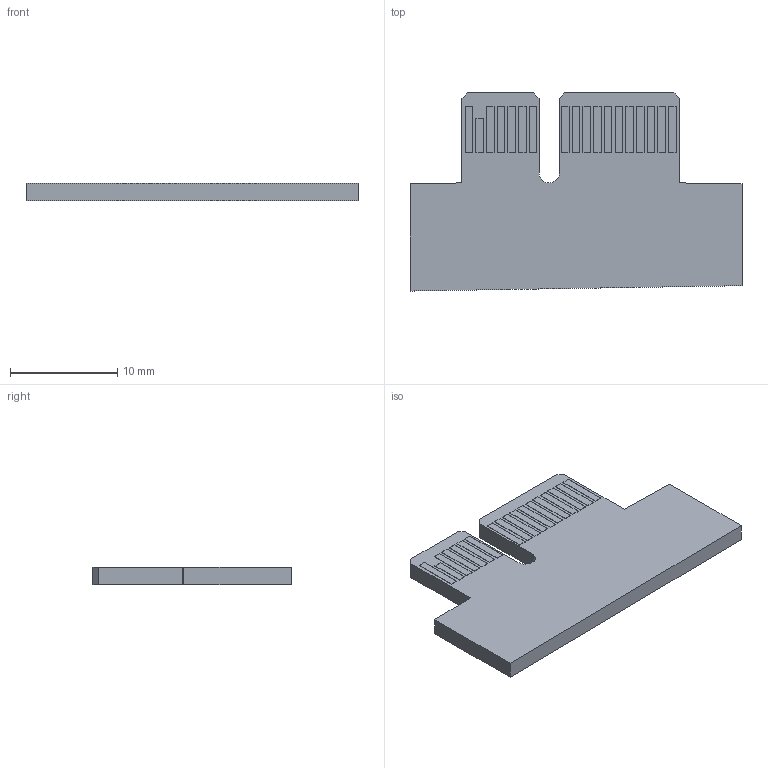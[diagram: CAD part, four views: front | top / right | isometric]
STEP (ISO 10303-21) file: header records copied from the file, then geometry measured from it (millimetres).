
FILE_DESCRIPTION(('KiCad electronic assembly'),'2;1');
FILE_NAME('reference_pcb.step','2024-12-09T00:09:05',('Pcbnew'),('Kicad' ),'Open CASCADE STEP processor 7.7','KiCad to STEP converter', 'Unknown');
FILE_SCHEMA(('AUTOMOTIVE_DESIGN { 1 0 10303 214 1 1 1 1 }'));
Length unit declared in the file: millimetre
Products named in the file (38): reference_pcb 1; power_pad_1; power_pad_2; power_pad_3; power_pad_4; power_pad_5; power_pad_6; power_pad_7; power_pad_8; power_pad_9; power_pad_10; power_pad_11; power_pad_12; power_pad_13; power_pad_14; power_pad_15; power_pad_16; power_pad_17; power_pad_18; power_pad_19; power_pad_20; power_pad_21; power_pad_22; power_pad_23; power_pad_24; power_pad_25; power_pad_26; power_pad_27; power_pad_28; power_pad_29; power_pad_30; power_pad_31; power_pad_32; power_pad_33; power_pad_34; power_pad_35; power_pad_36; power_PCB
Assembly tree (37 placements, depth 2):
  reference_pcb 1
    power_pad_1
    power_pad_2
    power_pad_3
    power_pad_4
    power_pad_5
    power_pad_6
    power_pad_7
    power_pad_8
    power_pad_9
    power_pad_10
    power_pad_11
    power_pad_12
    power_pad_13
    power_pad_14
    power_pad_15
    power_pad_16
    power_pad_17
    power_pad_18
    power_pad_19
    power_pad_20
    power_pad_21
    power_pad_22
    power_pad_23
    power_pad_24
    power_pad_25
    power_pad_26
    power_pad_27
    power_pad_28
    power_pad_29
    power_pad_30
    power_pad_31
    power_pad_32
    power_pad_33
    power_pad_34
    power_pad_35
    power_pad_36
    power_PCB
Bounding box: 31 x 18.5 x 1.67 mm (x, y, z)
Volume: 738.5 mm3; surface area: 1325.6 mm2
Topology: 37 solids, 37 shells, 235 faces, 483 edges, 322 vertices
Faces by surface type: plane 234, cylinder 1
Entity records: 6961 total; most frequent: CARTESIAN_POINT 1078, DIRECTION 1031, ORIENTED_EDGE 966, EDGE_CURVE 483, LINE 481, VECTOR 481, VERTEX_POINT 322, AXIS2_PLACEMENT_3D 275
